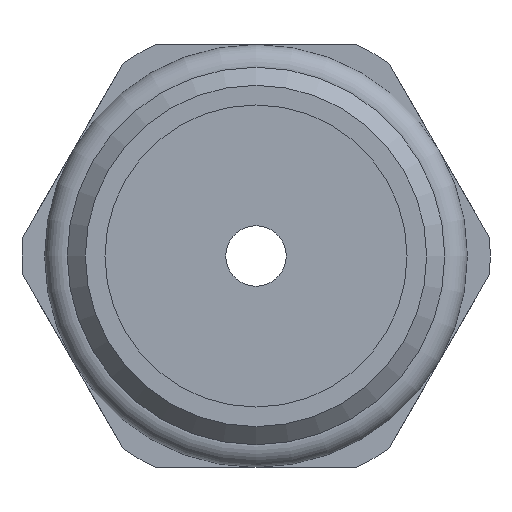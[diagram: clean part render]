
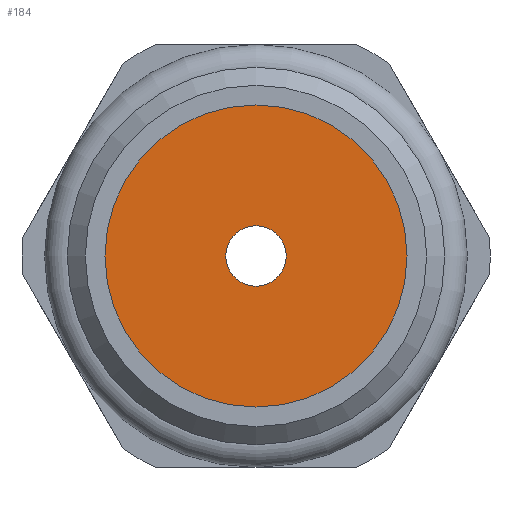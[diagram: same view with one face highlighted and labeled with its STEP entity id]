
A CAD part, left-side view. The second image highlights one B-rep face of the part: STEP entity #184.
In plain terms, the highlighted planar face has unit normal (-1, 0, 0).
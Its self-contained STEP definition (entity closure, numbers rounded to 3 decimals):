
#184 = ADVANCED_FACE( '', ( #429, #430 ), #431, .T. );
#429 = FACE_BOUND( '', #732, .T. );
#430 = FACE_OUTER_BOUND( '', #733, .T. );
#431 = PLANE( '', #734 );
#732 = EDGE_LOOP( '', ( #1193 ) );
#733 = EDGE_LOOP( '', ( #1194 ) );
#734 = AXIS2_PLACEMENT_3D( '', #1195, #1196, #1197 );
#1193 = ORIENTED_EDGE( '', *, *, #1842, .T. );
#1194 = ORIENTED_EDGE( '', *, *, #1760, .F. );
#1195 = CARTESIAN_POINT( '', ( 8.3, 5., 0. ) );
#1196 = DIRECTION( '', ( -1., 0., 0. ) );
#1197 = DIRECTION( '', ( 0., 0., 1. ) );
#1760 = EDGE_CURVE( '', #2106, #2106, #2107, .T. );
#1842 = EDGE_CURVE( '', #2233, #2233, #2234, .T. );
#2106 = VERTEX_POINT( '', #2600 );
#2107 = CIRCLE( '', #2601, 5. );
#2233 = VERTEX_POINT( '', #2767 );
#2234 = CIRCLE( '', #2768, 1. );
#2600 = CARTESIAN_POINT( '', ( 8.3, 0., -5. ) );
#2601 = AXIS2_PLACEMENT_3D( '', #3135, #3136, #3137 );
#2767 = CARTESIAN_POINT( '', ( 8.3, 0., -1. ) );
#2768 = AXIS2_PLACEMENT_3D( '', #3259, #3260, #3261 );
#3135 = CARTESIAN_POINT( '', ( 8.3, 0., 0. ) );
#3136 = DIRECTION( '', ( 1., 0., 0. ) );
#3137 = DIRECTION( '', ( 0., 0., -1. ) );
#3259 = CARTESIAN_POINT( '', ( 8.3, 0., 0. ) );
#3260 = DIRECTION( '', ( 1., 0., 0. ) );
#3261 = DIRECTION( '', ( 0., 0., -1. ) );
